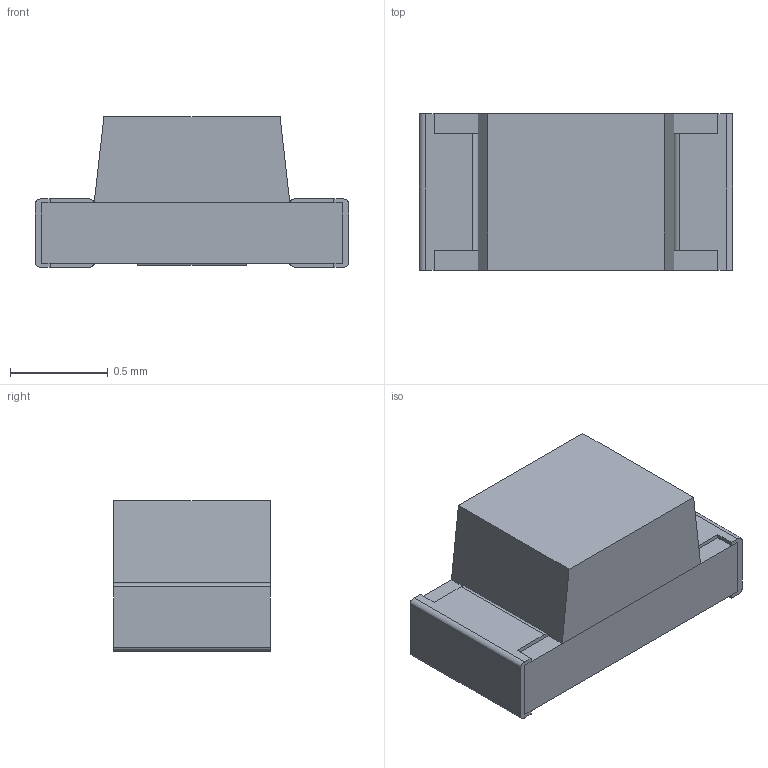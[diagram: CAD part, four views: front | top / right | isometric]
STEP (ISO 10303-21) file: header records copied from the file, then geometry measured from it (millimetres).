
FILE_DESCRIPTION(/* description */ (''),/* implementation_level */ '2;1');
FILE_NAME(/* name */ 'LED_0603_1608Metric.step',/* time_stamp */ '2022-03-16T01:56:03+03:00',/* author */ (''),/* organization */ (''),/* preprocessor_version */ 'ST-DEVELOPER v18.1',/* originating_system */ 'Autodesk Translation Framework v10.13.0.1454',/* authorisation */ '');
FILE_SCHEMA (('AUTOMOTIVE_DESIGN { 1 0 10303 214 3 1 1 }'));
Length unit declared in the file: millimetre
Products named in the file (1): (Unsaved)
Bounding box: 1.6 x 0.8 x 0.77 mm (x, y, z)
Volume: 0.7 mm3; surface area: 5.6 mm2
Topology: 1 solids, 1 shells, 50 faces, 133 edges, 86 vertices
Faces by surface type: plane 42, bspline 8
Entity records: 1641 total; most frequent: CARTESIAN_POINT 310, ORIENTED_EDGE 266, DIRECTION 235, EDGE_CURVE 133, LINE 117, VECTOR 117, VERTEX_POINT 86, AXIS2_PLACEMENT_3D 59
